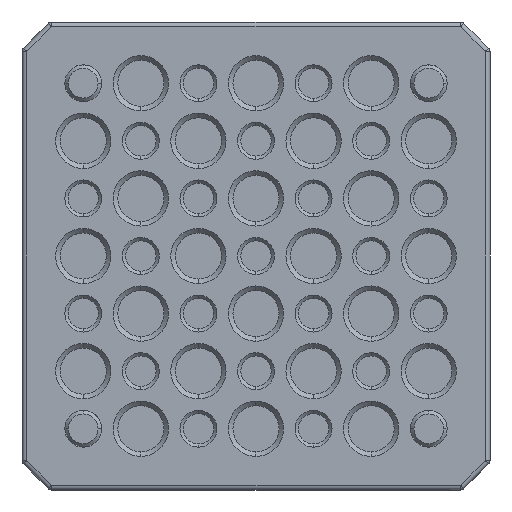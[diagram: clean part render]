
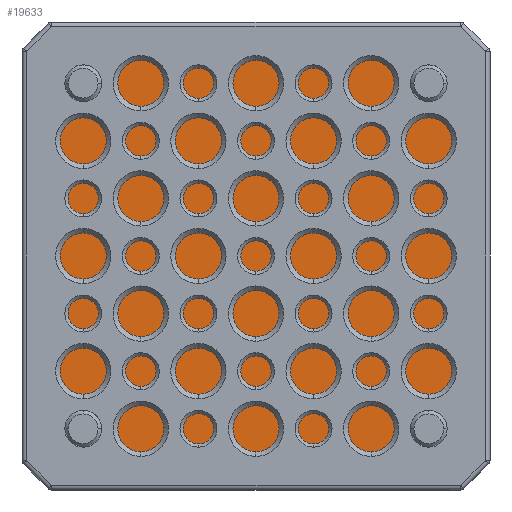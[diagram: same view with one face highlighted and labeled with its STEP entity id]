
A CAD part, front view. The second image highlights one B-rep face of the part: STEP entity #19633.
In plain terms, the highlighted planar face has unit normal (0, -1, 0).
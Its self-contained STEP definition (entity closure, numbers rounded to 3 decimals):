
#84 = ORIENTED_EDGE ( 'NONE', *, *, #25246, .T. ) ;
#275 = ORIENTED_EDGE ( 'NONE', *, *, #12653, .T. ) ;
#369 = VECTOR ( 'NONE', #22983, 1000. ) ;
#574 = CARTESIAN_POINT ( 'NONE',  ( -27.211, -23.067, -18.75 ) ) ;
#940 = DIRECTION ( 'NONE',  ( 0., 0., -1. ) ) ;
#1286 = EDGE_CURVE ( 'NONE', #5147, #8618, #5648, .T. ) ;
#1385 = FACE_OUTER_BOUND ( 'NONE', #7056, .T. ) ;
#1558 = CARTESIAN_POINT ( 'NONE',  ( 13.732, -23.067, 24.9 ) ) ;
#2004 = DIRECTION ( 'NONE',  ( 0., -1., 0. ) ) ;
#2091 = CARTESIAN_POINT ( 'NONE',  ( 13.939, -23.067, -24.9 ) ) ;
#2563 = ORIENTED_EDGE ( 'NONE', *, *, #13197, .T. ) ;
#2716 = CARTESIAN_POINT ( 'NONE',  ( 10.289, -23.067, -21. ) ) ;
#3275 = EDGE_LOOP ( 'NONE', ( #13190, #24890 ) ) ;
#3520 = EDGE_CURVE ( 'NONE', #3623, #20290, #3896, .T. ) ;
#3552 = EDGE_CURVE ( 'NONE', #25218, #23598, #6920, .T. ) ;
#3623 = VERTEX_POINT ( 'NONE', #10716 ) ;
#3896 = LINE ( 'NONE', #6173, #13653 ) ;
#3904 = AXIS2_PLACEMENT_3D ( 'NONE', #17451, #24261, #940 ) ;
#4357 = CARTESIAN_POINT ( 'NONE',  ( -27.211, -23.067, -18.75 ) ) ;
#4410 = AXIS2_PLACEMENT_3D ( 'NONE', #11524, #27259, #29849 ) ;
#4426 = LINE ( 'NONE', #13664, #5268 ) ;
#4940 = DIRECTION ( 'NONE',  ( 0., 0., -1. ) ) ;
#5147 = VERTEX_POINT ( 'NONE', #22869 ) ;
#5268 = VECTOR ( 'NONE', #16671, 1000. ) ;
#5515 = LINE ( 'NONE', #21422, #13075 ) ;
#5648 = CIRCLE ( 'NONE', #22068, 2.25 ) ;
#5700 = CARTESIAN_POINT ( 'NONE',  ( -27.211, -23.067, -21. ) ) ;
#5933 = VERTEX_POINT ( 'NONE', #7142 ) ;
#5972 = CARTESIAN_POINT ( 'NONE',  ( 16.439, -23.067, 22.193 ) ) ;
#6173 = CARTESIAN_POINT ( 'NONE',  ( 7.835, -23.067, -30.796 ) ) ;
#6571 = DIRECTION ( 'NONE',  ( 0., -1., 0. ) ) ;
#6810 = VERTEX_POINT ( 'NONE', #24134 ) ;
#6856 = AXIS2_PLACEMENT_3D ( 'NONE', #18346, #27284, #13668 ) ;
#6920 = CIRCLE ( 'NONE', #23825, 2.25 ) ;
#7056 = EDGE_LOOP ( 'NONE', ( #13611, #23871, #275, #2563, #8863, #10942, #84, #7478 ) ) ;
#7142 = CARTESIAN_POINT ( 'NONE',  ( -33.361, -23.067, -22.193 ) ) ;
#7236 = EDGE_CURVE ( 'NONE', #23236, #17588, #15300, .T. ) ;
#7478 = ORIENTED_EDGE ( 'NONE', *, *, #16360, .T. ) ;
#7519 = AXIS2_PLACEMENT_3D ( 'NONE', #574, #12255, #23752 ) ;
#7575 = EDGE_CURVE ( 'NONE', #17588, #23236, #13778, .T. ) ;
#7811 = CARTESIAN_POINT ( 'NONE',  ( -27.211, -23.067, 18.75 ) ) ;
#7813 = CARTESIAN_POINT ( 'NONE',  ( -27.211, -23.067, -16.5 ) ) ;
#7940 = EDGE_CURVE ( 'NONE', #23598, #25218, #19108, .T. ) ;
#8346 = VERTEX_POINT ( 'NONE', #5972 ) ;
#8618 = VERTEX_POINT ( 'NONE', #26102 ) ;
#8707 = DIRECTION ( 'NONE',  ( 0., 0., -1. ) ) ;
#8863 = ORIENTED_EDGE ( 'NONE', *, *, #15836, .T. ) ;
#9000 = CARTESIAN_POINT ( 'NONE',  ( 10.289, -23.067, -18.75 ) ) ;
#9258 = CIRCLE ( 'NONE', #4410, 2.25 ) ;
#9603 = VERTEX_POINT ( 'NONE', #22637 ) ;
#10027 = CARTESIAN_POINT ( 'NONE',  ( -33.361, -23.067, 22.193 ) ) ;
#10360 = VECTOR ( 'NONE', #19944, 1000. ) ;
#10451 = LINE ( 'NONE', #24077, #22561 ) ;
#10646 = CIRCLE ( 'NONE', #21292, 2.25 ) ;
#10716 = CARTESIAN_POINT ( 'NONE',  ( 13.732, -23.067, -24.9 ) ) ;
#10942 = ORIENTED_EDGE ( 'NONE', *, *, #3520, .T. ) ;
#11499 = CARTESIAN_POINT ( 'NONE',  ( -39.258, -23.067, 16.296 ) ) ;
#11524 = CARTESIAN_POINT ( 'NONE',  ( -27.211, -23.067, 18.75 ) ) ;
#12213 = CARTESIAN_POINT ( 'NONE',  ( 16.439, -23.067, 22.4 ) ) ;
#12243 = CARTESIAN_POINT ( 'NONE',  ( 10.289, -23.067, -16.5 ) ) ;
#12255 = DIRECTION ( 'NONE',  ( 0., -1., 0. ) ) ;
#12264 = ORIENTED_EDGE ( 'NONE', *, *, #3552, .F. ) ;
#12653 = EDGE_CURVE ( 'NONE', #12774, #5933, #4426, .T. ) ;
#12774 = VERTEX_POINT ( 'NONE', #10027 ) ;
#12974 = ORIENTED_EDGE ( 'NONE', *, *, #26464, .F. ) ;
#13075 = VECTOR ( 'NONE', #14616, 1000. ) ;
#13147 = DIRECTION ( 'NONE',  ( 0.707, 0., 0.707 ) ) ;
#13190 = ORIENTED_EDGE ( 'NONE', *, *, #7575, .F. ) ;
#13197 = EDGE_CURVE ( 'NONE', #5933, #9603, #26455, .T. ) ;
#13406 = DIRECTION ( 'NONE',  ( 0., -1., 0. ) ) ;
#13611 = ORIENTED_EDGE ( 'NONE', *, *, #26974, .T. ) ;
#13653 = VECTOR ( 'NONE', #13147, 1000. ) ;
#13664 = CARTESIAN_POINT ( 'NONE',  ( -33.361, -23.067, -22.4 ) ) ;
#13668 = DIRECTION ( 'NONE',  ( 0., 0., -1. ) ) ;
#13778 = CIRCLE ( 'NONE', #14743, 2.25 ) ;
#14174 = CARTESIAN_POINT ( 'NONE',  ( -30.654, -23.067, 24.9 ) ) ;
#14616 = DIRECTION ( 'NONE',  ( -0.707, 0., 0.707 ) ) ;
#14743 = AXIS2_PLACEMENT_3D ( 'NONE', #9000, #2004, #8707 ) ;
#14837 = AXIS2_PLACEMENT_3D ( 'NONE', #17023, #16887, #4940 ) ;
#14889 = FACE_BOUND ( 'NONE', #26188, .T. ) ;
#15032 = PLANE ( 'NONE',  #3904 ) ;
#15088 = CARTESIAN_POINT ( 'NONE',  ( 10.289, -23.067, 16.5 ) ) ;
#15300 = CIRCLE ( 'NONE', #14837, 2.25 ) ;
#15497 = FACE_BOUND ( 'NONE', #17289, .T. ) ;
#15836 = EDGE_CURVE ( 'NONE', #9603, #3623, #18613, .T. ) ;
#15990 = EDGE_LOOP ( 'NONE', ( #21595, #28510 ) ) ;
#16196 = VERTEX_POINT ( 'NONE', #14174 ) ;
#16360 = EDGE_CURVE ( 'NONE', #8346, #25403, #5515, .T. ) ;
#16671 = DIRECTION ( 'NONE',  ( 0., 0., -1. ) ) ;
#16747 = DIRECTION ( 'NONE',  ( 0., 0., 1. ) ) ;
#16887 = DIRECTION ( 'NONE',  ( 0., -1., 0. ) ) ;
#17023 = CARTESIAN_POINT ( 'NONE',  ( 10.289, -23.067, -18.75 ) ) ;
#17289 = EDGE_LOOP ( 'NONE', ( #20093, #12974 ) ) ;
#17451 = CARTESIAN_POINT ( 'NONE',  ( -8.461, -23.067, -14.5 ) ) ;
#17588 = VERTEX_POINT ( 'NONE', #12243 ) ;
#18020 = DIRECTION ( 'NONE',  ( 1., 0., 0. ) ) ;
#18346 = CARTESIAN_POINT ( 'NONE',  ( 10.289, -23.067, 18.75 ) ) ;
#18613 = LINE ( 'NONE', #2091, #20299 ) ;
#18835 = EDGE_CURVE ( 'NONE', #6810, #24957, #19402, .T. ) ;
#19108 = CIRCLE ( 'NONE', #7519, 2.25 ) ;
#19402 = CIRCLE ( 'NONE', #6856, 2.25 ) ;
#19562 = FACE_BOUND ( 'NONE', #15990, .T. ) ;
#19633 = ADVANCED_FACE ( 'NONE', ( #19562, #15497, #21703, #14889, #1385 ), #15032, .T. ) ;
#19944 = DIRECTION ( 'NONE',  ( 0.707, 0., -0.707 ) ) ;
#20093 = ORIENTED_EDGE ( 'NONE', *, *, #18835, .F. ) ;
#20290 = VERTEX_POINT ( 'NONE', #23614 ) ;
#20299 = VECTOR ( 'NONE', #18020, 1000. ) ;
#20663 = CARTESIAN_POINT ( 'NONE',  ( 10.289, -23.067, 18.75 ) ) ;
#21023 = LINE ( 'NONE', #11499, #369 ) ;
#21170 = EDGE_CURVE ( 'NONE', #8618, #5147, #9258, .T. ) ;
#21292 = AXIS2_PLACEMENT_3D ( 'NONE', #20663, #13406, #23227 ) ;
#21422 = CARTESIAN_POINT ( 'NONE',  ( 22.335, -23.067, 16.296 ) ) ;
#21595 = ORIENTED_EDGE ( 'NONE', *, *, #1286, .F. ) ;
#21703 = FACE_BOUND ( 'NONE', #3275, .T. ) ;
#22068 = AXIS2_PLACEMENT_3D ( 'NONE', #7811, #6571, #27020 ) ;
#22109 = DIRECTION ( 'NONE',  ( -1., 0., 0. ) ) ;
#22561 = VECTOR ( 'NONE', #22109, 1000. ) ;
#22637 = CARTESIAN_POINT ( 'NONE',  ( -30.654, -23.067, -24.9 ) ) ;
#22869 = CARTESIAN_POINT ( 'NONE',  ( -27.211, -23.067, 21. ) ) ;
#22983 = DIRECTION ( 'NONE',  ( -0.707, 0., -0.707 ) ) ;
#23227 = DIRECTION ( 'NONE',  ( 0., 0., -1. ) ) ;
#23236 = VERTEX_POINT ( 'NONE', #2716 ) ;
#23598 = VERTEX_POINT ( 'NONE', #5700 ) ;
#23614 = CARTESIAN_POINT ( 'NONE',  ( 16.439, -23.067, -22.193 ) ) ;
#23752 = DIRECTION ( 'NONE',  ( 0., 0., -1. ) ) ;
#23825 = AXIS2_PLACEMENT_3D ( 'NONE', #4357, #29191, #27070 ) ;
#23871 = ORIENTED_EDGE ( 'NONE', *, *, #24622, .T. ) ;
#24038 = CARTESIAN_POINT ( 'NONE',  ( -24.758, -23.067, -30.796 ) ) ;
#24077 = CARTESIAN_POINT ( 'NONE',  ( -30.861, -23.067, 24.9 ) ) ;
#24134 = CARTESIAN_POINT ( 'NONE',  ( 10.289, -23.067, 21. ) ) ;
#24261 = DIRECTION ( 'NONE',  ( 0., -1., 0. ) ) ;
#24622 = EDGE_CURVE ( 'NONE', #16196, #12774, #21023, .T. ) ;
#24890 = ORIENTED_EDGE ( 'NONE', *, *, #7236, .F. ) ;
#24957 = VERTEX_POINT ( 'NONE', #15088 ) ;
#25086 = VECTOR ( 'NONE', #16747, 1000. ) ;
#25218 = VERTEX_POINT ( 'NONE', #7813 ) ;
#25246 = EDGE_CURVE ( 'NONE', #20290, #8346, #28260, .T. ) ;
#25403 = VERTEX_POINT ( 'NONE', #1558 ) ;
#26102 = CARTESIAN_POINT ( 'NONE',  ( -27.211, -23.067, 16.5 ) ) ;
#26188 = EDGE_LOOP ( 'NONE', ( #12264, #28138 ) ) ;
#26455 = LINE ( 'NONE', #24038, #10360 ) ;
#26464 = EDGE_CURVE ( 'NONE', #24957, #6810, #10646, .T. ) ;
#26974 = EDGE_CURVE ( 'NONE', #25403, #16196, #10451, .T. ) ;
#27020 = DIRECTION ( 'NONE',  ( 0., 0., -1. ) ) ;
#27070 = DIRECTION ( 'NONE',  ( 0., 0., -1. ) ) ;
#27259 = DIRECTION ( 'NONE',  ( 0., -1., 0. ) ) ;
#27284 = DIRECTION ( 'NONE',  ( 0., -1., 0. ) ) ;
#28138 = ORIENTED_EDGE ( 'NONE', *, *, #7940, .F. ) ;
#28260 = LINE ( 'NONE', #12213, #25086 ) ;
#28510 = ORIENTED_EDGE ( 'NONE', *, *, #21170, .F. ) ;
#29191 = DIRECTION ( 'NONE',  ( 0., -1., 0. ) ) ;
#29849 = DIRECTION ( 'NONE',  ( 0., 0., -1. ) ) ;
